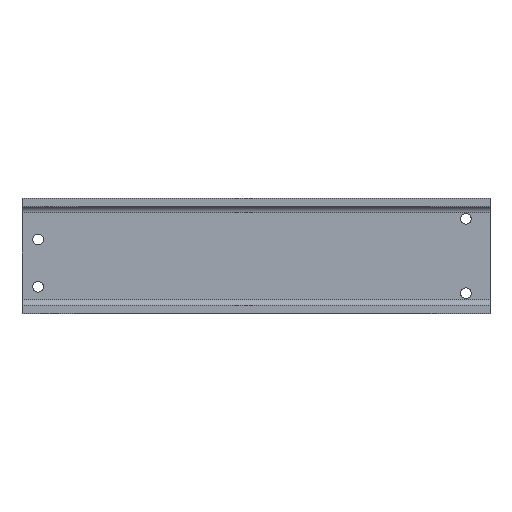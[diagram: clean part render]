
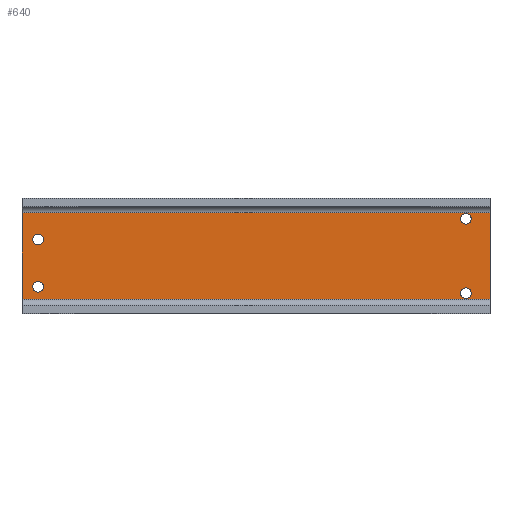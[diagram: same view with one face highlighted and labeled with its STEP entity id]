
A CAD part, top view. The second image highlights one B-rep face of the part: STEP entity #640.
In plain terms, the highlighted planar face has unit normal (0, 0, 1).
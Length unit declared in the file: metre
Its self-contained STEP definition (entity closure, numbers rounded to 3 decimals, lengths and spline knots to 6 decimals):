
#28=LINE('',#955,#86);
#29=LINE('',#958,#87);
#30=LINE('',#960,#88);
#31=LINE('',#962,#89);
#86=VECTOR('',#765,1.);
#87=VECTOR('',#766,1.);
#88=VECTOR('',#767,1.);
#89=VECTOR('',#768,1.);
#144=ORIENTED_EDGE('',*,*,#324,.F.);
#145=ORIENTED_EDGE('',*,*,#325,.F.);
#146=ORIENTED_EDGE('',*,*,#326,.F.);
#147=ORIENTED_EDGE('',*,*,#327,.F.);
#148=ORIENTED_EDGE('',*,*,#328,.F.);
#149=ORIENTED_EDGE('',*,*,#329,.T.);
#150=ORIENTED_EDGE('',*,*,#330,.T.);
#151=ORIENTED_EDGE('',*,*,#331,.T.);
#324=EDGE_CURVE('',#414,#414,#478,.T.);
#325=EDGE_CURVE('',#415,#415,#479,.T.);
#326=EDGE_CURVE('',#416,#416,#480,.T.);
#327=EDGE_CURVE('',#417,#417,#481,.T.);
#328=EDGE_CURVE('',#418,#419,#28,.T.);
#329=EDGE_CURVE('',#418,#420,#29,.F.);
#330=EDGE_CURVE('',#420,#421,#30,.T.);
#331=EDGE_CURVE('',#421,#419,#31,.T.);
#414=VERTEX_POINT('',#948);
#415=VERTEX_POINT('',#950);
#416=VERTEX_POINT('',#952);
#417=VERTEX_POINT('',#954);
#418=VERTEX_POINT('',#956);
#419=VERTEX_POINT('',#957);
#420=VERTEX_POINT('',#959);
#421=VERTEX_POINT('',#961);
#478=CIRCLE('',#688,0.002);
#479=CIRCLE('',#689,0.002);
#480=CIRCLE('',#690,0.002);
#481=CIRCLE('',#691,0.002);
#510=EDGE_LOOP('',(#144));
#511=EDGE_LOOP('',(#145));
#512=EDGE_LOOP('',(#146));
#513=EDGE_LOOP('',(#147));
#514=EDGE_LOOP('',(#148,#149,#150,#151));
#566=FACE_BOUND('',#510,.T.);
#567=FACE_BOUND('',#511,.T.);
#568=FACE_BOUND('',#512,.T.);
#569=FACE_BOUND('',#513,.T.);
#570=FACE_BOUND('',#514,.T.);
#622=PLANE('',#687);
#640=ADVANCED_FACE('',(#566,#567,#568,#569,#570),#622,.T.);
#687=AXIS2_PLACEMENT_3D('',#946,#755,#756);
#688=AXIS2_PLACEMENT_3D('',#947,#757,#758);
#689=AXIS2_PLACEMENT_3D('',#949,#759,#760);
#690=AXIS2_PLACEMENT_3D('',#951,#761,#762);
#691=AXIS2_PLACEMENT_3D('',#953,#763,#764);
#755=DIRECTION('',(0.,0.,1.));
#756=DIRECTION('',(1.,0.,0.));
#757=DIRECTION('',(0.,0.,1.));
#758=DIRECTION('',(1.,0.,0.));
#759=DIRECTION('',(0.,0.,1.));
#760=DIRECTION('',(1.,0.,0.));
#761=DIRECTION('',(0.,0.,1.));
#762=DIRECTION('',(1.,0.,0.));
#763=DIRECTION('',(0.,0.,1.));
#764=DIRECTION('',(1.,0.,0.));
#765=DIRECTION('',(0.,1.,0.));
#766=DIRECTION('',(-1.,0.,0.));
#767=DIRECTION('',(0.,1.,0.));
#768=DIRECTION('',(-1.,0.,0.));
#946=CARTESIAN_POINT('',(0.,0.,0.003));
#947=CARTESIAN_POINT('',(-0.0815,-0.0115,0.003));
#948=CARTESIAN_POINT('',(-0.0795,-0.0115,0.003));
#949=CARTESIAN_POINT('',(0.0785,0.0139,0.003));
#950=CARTESIAN_POINT('',(0.0805,0.0139,0.003));
#951=CARTESIAN_POINT('',(0.0785,-0.0139,0.003));
#952=CARTESIAN_POINT('',(0.0805,-0.0139,0.003));
#953=CARTESIAN_POINT('',(-0.0815,0.0062,0.003));
#954=CARTESIAN_POINT('',(-0.0795,0.0062,0.003));
#955=CARTESIAN_POINT('',(-0.0875,0.,0.003));
#956=CARTESIAN_POINT('',(-0.0875,-0.0162,0.003));
#957=CARTESIAN_POINT('',(-0.0875,0.0162,0.003));
#958=CARTESIAN_POINT('',(0.,-0.0162,0.003));
#959=CARTESIAN_POINT('',(0.0875,-0.0162,0.003));
#960=CARTESIAN_POINT('',(0.0875,0.,0.003));
#961=CARTESIAN_POINT('',(0.0875,0.0162,0.003));
#962=CARTESIAN_POINT('',(-0.0875,0.0162,0.003));
